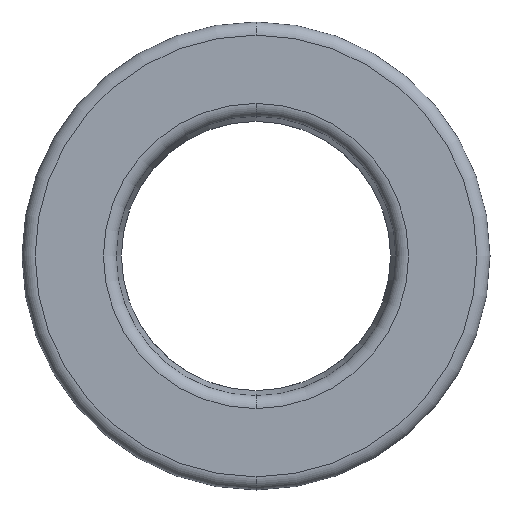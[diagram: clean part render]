
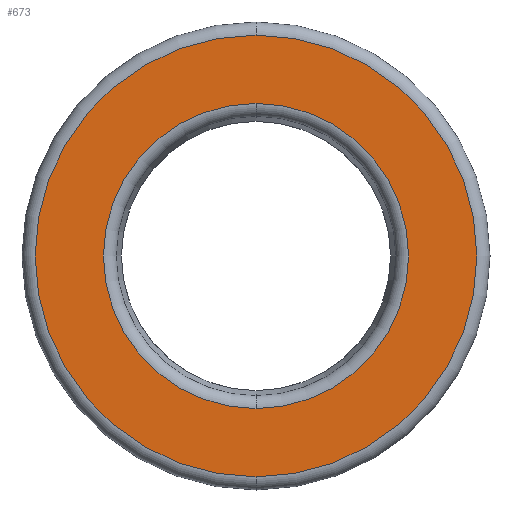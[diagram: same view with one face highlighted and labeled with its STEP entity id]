
A CAD part, front view. The second image highlights one B-rep face of the part: STEP entity #673.
In plain terms, the highlighted planar face has unit normal (0, -1, 0).
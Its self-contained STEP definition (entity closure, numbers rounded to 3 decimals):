
#30 = CIRCLE ( 'NONE', #167, 11.571 ) ;
#41 = VERTEX_POINT ( 'NONE', #194 ) ;
#72 = CARTESIAN_POINT ( 'NONE',  ( 0., 0., 16.75 ) ) ;
#84 = VERTEX_POINT ( 'NONE', #226 ) ;
#97 = EDGE_CURVE ( 'NONE', #84, #550, #101, .T. ) ;
#101 = CIRCLE ( 'NONE', #599, 16.75 ) ;
#137 = CARTESIAN_POINT ( 'NONE',  ( 0., 0., 0. ) ) ;
#167 = AXIS2_PLACEMENT_3D ( 'NONE', #344, #298, #340 ) ;
#194 = CARTESIAN_POINT ( 'NONE',  ( 0., 0., -11.571 ) ) ;
#222 = CARTESIAN_POINT ( 'NONE',  ( 0., 0., 0. ) ) ;
#226 = CARTESIAN_POINT ( 'NONE',  ( 0., 0., -16.75 ) ) ;
#234 = AXIS2_PLACEMENT_3D ( 'NONE', #137, #535, #428 ) ;
#236 = CARTESIAN_POINT ( 'NONE',  ( 0., 0., 11.571 ) ) ;
#239 = EDGE_CURVE ( 'NONE', #654, #41, #30, .T. ) ;
#269 = AXIS2_PLACEMENT_3D ( 'NONE', #339, #556, #570 ) ;
#291 = FACE_BOUND ( 'NONE', #637, .T. ) ;
#298 = DIRECTION ( 'NONE',  ( 0., 1., 0. ) ) ;
#301 = EDGE_CURVE ( 'NONE', #550, #84, #458, .T. ) ;
#329 = DIRECTION ( 'NONE',  ( 0., -1., 0. ) ) ;
#336 = DIRECTION ( 'NONE',  ( 0., 0., -1. ) ) ;
#339 = CARTESIAN_POINT ( 'NONE',  ( 0., 0., 0. ) ) ;
#340 = DIRECTION ( 'NONE',  ( 0., 0., -1. ) ) ;
#344 = CARTESIAN_POINT ( 'NONE',  ( 0., 0., 0. ) ) ;
#412 = AXIS2_PLACEMENT_3D ( 'NONE', #504, #448, #336 ) ;
#428 = DIRECTION ( 'NONE',  ( 0., 0., -1. ) ) ;
#448 = DIRECTION ( 'NONE',  ( 0., 1., 0. ) ) ;
#458 = CIRCLE ( 'NONE', #234, 16.75 ) ;
#504 = CARTESIAN_POINT ( 'NONE',  ( 0., 0., 0. ) ) ;
#519 = EDGE_LOOP ( 'NONE', ( #610, #547 ) ) ;
#535 = DIRECTION ( 'NONE',  ( 0., -1., 0. ) ) ;
#547 = ORIENTED_EDGE ( 'NONE', *, *, #301, .T. ) ;
#550 = VERTEX_POINT ( 'NONE', #72 ) ;
#555 = CIRCLE ( 'NONE', #412, 11.571 ) ;
#556 = DIRECTION ( 'NONE',  ( 0., -1., 0. ) ) ;
#570 = DIRECTION ( 'NONE',  ( 0., 0., -1. ) ) ;
#599 = AXIS2_PLACEMENT_3D ( 'NONE', #222, #329, #663 ) ;
#610 = ORIENTED_EDGE ( 'NONE', *, *, #97, .T. ) ;
#614 = FACE_OUTER_BOUND ( 'NONE', #519, .T. ) ;
#622 = PLANE ( 'NONE',  #269 ) ;
#637 = EDGE_LOOP ( 'NONE', ( #665, #667 ) ) ;
#648 = EDGE_CURVE ( 'NONE', #41, #654, #555, .T. ) ;
#654 = VERTEX_POINT ( 'NONE', #236 ) ;
#663 = DIRECTION ( 'NONE',  ( 0., 0., -1. ) ) ;
#665 = ORIENTED_EDGE ( 'NONE', *, *, #648, .T. ) ;
#667 = ORIENTED_EDGE ( 'NONE', *, *, #239, .T. ) ;
#673 = ADVANCED_FACE ( 'NONE', ( #614, #291 ), #622, .T. ) ;
